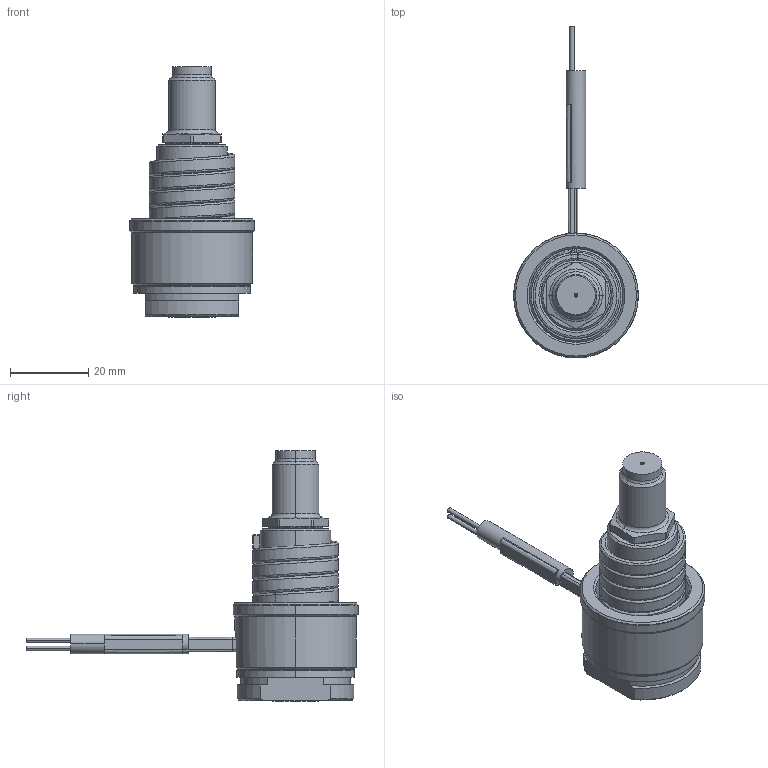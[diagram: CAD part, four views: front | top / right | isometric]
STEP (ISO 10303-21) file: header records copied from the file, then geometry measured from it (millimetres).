
FILE_DESCRIPTION((''),'2;1');
FILE_NAME('SM-56-BEV-N','2014-02-25T',('Íàòàëüÿ'),('IMID'),'PRO/ENGINEER BY PARAMETRIC TECHNOLOGY CORPORATION, 2010180','PRO/ENGINEER BY PARAMETRIC TECHNOLOGY CORPORATION, 2010180','');
FILE_SCHEMA(('CONFIG_CONTROL_DESIGN'));
Length unit declared in the file: millimetre
Products named in the file (1): SM-56-BEV-N
Bounding box: 32 x 85 x 64.2 mm (x, y, z)
Volume: 24104.4 mm3; surface area: 15225.8 mm2
Topology: 1 solids, 9 shells, 331 faces, 830 edges, 492 vertices
Faces by surface type: cylinder 116, cone 62, bspline 52, plane 52, torus 29, revolution 9, extrusion 7, sphere 4
Entity records: 16321 total; most frequent: CARTESIAN_POINT 8722, ORIENTED_EDGE 1616, DIRECTION 1513, EDGE_CURVE 820, AXIS2_PLACEMENT_3D 608, VERTEX_POINT 492, EDGE_LOOP 354, CIRCLE 344
